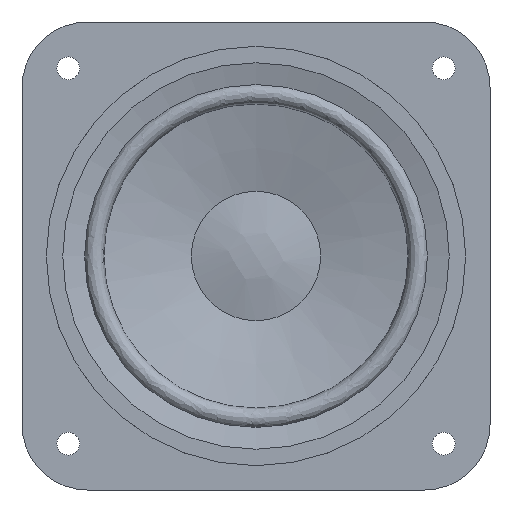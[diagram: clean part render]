
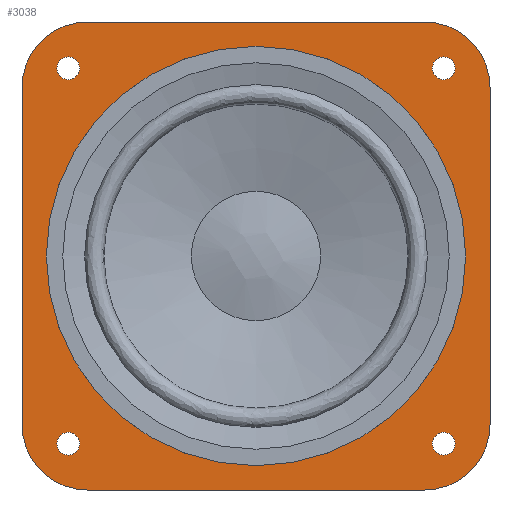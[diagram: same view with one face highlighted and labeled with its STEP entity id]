
A CAD part, front view. The second image highlights one B-rep face of the part: STEP entity #3038.
In plain terms, the highlighted planar face has unit normal (0, -1, 0).
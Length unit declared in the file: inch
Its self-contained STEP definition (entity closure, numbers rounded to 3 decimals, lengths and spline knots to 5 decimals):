
#50 = CARTESIAN_POINT ( 'NONE',  ( 1.79772, 0.46656, 3.02717 ) ) ;
#140 = VERTEX_POINT ( 'NONE', #807 ) ;
#151 = CIRCLE ( 'NONE', #384, 0.375 ) ;
#157 = DIRECTION ( 'NONE',  ( 0., 0., -1. ) ) ;
#172 = CARTESIAN_POINT ( 'NONE',  ( -0.24228, 0.46656, 2.76217 ) ) ;
#174 = VERTEX_POINT ( 'NONE', #838 ) ;
#178 = DIRECTION ( 'NONE',  ( -1., 0., 0. ) ) ;
#197 = EDGE_LOOP ( 'NONE', ( #1109, #886, #2058, #726, #267, #2874, #943, #2234 ) ) ;
#219 = FACE_BOUND ( 'NONE', #2494, .T. ) ;
#246 = VERTEX_POINT ( 'NONE', #50 ) ;
#267 = ORIENTED_EDGE ( 'NONE', *, *, #1290, .F. ) ;
#278 = EDGE_CURVE ( 'NONE', #140, #140, #2584, .T. ) ;
#283 = CARTESIAN_POINT ( 'NONE',  ( -0.13228, 0.46656, 3.02717 ) ) ;
#364 = VECTOR ( 'NONE', #507, 39.37008 ) ;
#384 = AXIS2_PLACEMENT_3D ( 'NONE', #866, #1375, #1106 ) ;
#485 = CARTESIAN_POINT ( 'NONE',  ( -0.50728, 0.46656, 2.65217 ) ) ;
#499 = DIRECTION ( 'NONE',  ( 0., -1., 0. ) ) ;
#507 = DIRECTION ( 'NONE',  ( 0., 0., 1. ) ) ;
#515 = DIRECTION ( 'NONE',  ( 0., 0., -1. ) ) ;
#541 = CARTESIAN_POINT ( 'NONE',  ( -0.24228, 0.46656, 0.54717 ) ) ;
#567 = EDGE_CURVE ( 'NONE', #1510, #1646, #2835, .T. ) ;
#599 = AXIS2_PLACEMENT_3D ( 'NONE', #1168, #1156, #1966 ) ;
#633 = AXIS2_PLACEMENT_3D ( 'NONE', #172, #3109, #157 ) ;
#667 = CARTESIAN_POINT ( 'NONE',  ( 1.90772, 0.46656, 2.76217 ) ) ;
#721 = VECTOR ( 'NONE', #1426, 39.37008 ) ;
#726 = ORIENTED_EDGE ( 'NONE', *, *, #949, .F. ) ;
#757 = CIRCLE ( 'NONE', #2990, 0.065 ) ;
#759 = FACE_BOUND ( 'NONE', #3070, .T. ) ;
#807 = CARTESIAN_POINT ( 'NONE',  ( 1.90772, 0.46656, 0.54717 ) ) ;
#823 = EDGE_LOOP ( 'NONE', ( #2693 ) ) ;
#838 = CARTESIAN_POINT ( 'NONE',  ( 0.83272, 0.46656, 0.48659 ) ) ;
#866 = CARTESIAN_POINT ( 'NONE',  ( -0.13228, 0.46656, 2.65217 ) ) ;
#871 = EDGE_CURVE ( 'NONE', #246, #2331, #3478, .T. ) ;
#886 = ORIENTED_EDGE ( 'NONE', *, *, #1163, .F. ) ;
#923 = FACE_BOUND ( 'NONE', #2012, .T. ) ;
#943 = ORIENTED_EDGE ( 'NONE', *, *, #3284, .F. ) ;
#949 = EDGE_CURVE ( 'NONE', #3076, #1510, #2240, .T. ) ;
#971 = EDGE_CURVE ( 'NONE', #2981, #246, #2147, .T. ) ;
#1026 = DIRECTION ( 'NONE',  ( 0., 0., -1. ) ) ;
#1069 = DIRECTION ( 'NONE',  ( 1., 0., 0. ) ) ;
#1106 = DIRECTION ( 'NONE',  ( 0., 0., 1. ) ) ;
#1109 = ORIENTED_EDGE ( 'NONE', *, *, #971, .F. ) ;
#1156 = DIRECTION ( 'NONE',  ( 0., 1., 0. ) ) ;
#1161 = DIRECTION ( 'NONE',  ( 0., -1., 0. ) ) ;
#1163 = EDGE_CURVE ( 'NONE', #1646, #2981, #151, .T. ) ;
#1168 = CARTESIAN_POINT ( 'NONE',  ( 1.79772, 0.46656, 2.65217 ) ) ;
#1187 = DIRECTION ( 'NONE',  ( 0., 0., -1. ) ) ;
#1211 = CIRCLE ( 'NONE', #2607, 0.065 ) ;
#1258 = CARTESIAN_POINT ( 'NONE',  ( 2.17272, 0.46656, 0.72217 ) ) ;
#1289 = DIRECTION ( 'NONE',  ( 0., 1., 0. ) ) ;
#1290 = EDGE_CURVE ( 'NONE', #1974, #3076, #2090, .T. ) ;
#1299 = VECTOR ( 'NONE', #1069, 39.37008 ) ;
#1375 = DIRECTION ( 'NONE',  ( 0., 1., 0. ) ) ;
#1377 = LINE ( 'NONE', #1414, #721 ) ;
#1394 = VERTEX_POINT ( 'NONE', #1258 ) ;
#1414 = CARTESIAN_POINT ( 'NONE',  ( 2.17272, 0.46656, 2.65217 ) ) ;
#1426 = DIRECTION ( 'NONE',  ( 0., 0., -1. ) ) ;
#1472 = CARTESIAN_POINT ( 'NONE',  ( -0.13228, 0.46656, 0.34717 ) ) ;
#1510 = VERTEX_POINT ( 'NONE', #1775 ) ;
#1593 = CIRCLE ( 'NONE', #633, 0.065 ) ;
#1639 = FACE_BOUND ( 'NONE', #823, .T. ) ;
#1646 = VERTEX_POINT ( 'NONE', #485 ) ;
#1710 = CARTESIAN_POINT ( 'NONE',  ( 1.79772, 0.46656, 0.34717 ) ) ;
#1761 = DIRECTION ( 'NONE',  ( 0., 1., 0. ) ) ;
#1775 = CARTESIAN_POINT ( 'NONE',  ( -0.50728, 0.46656, 0.72217 ) ) ;
#1838 = CARTESIAN_POINT ( 'NONE',  ( -0.24228, 0.46656, 0.61217 ) ) ;
#1871 = CARTESIAN_POINT ( 'NONE',  ( -0.24228, 0.46656, 2.69717 ) ) ;
#1896 = VECTOR ( 'NONE', #178, 39.37008 ) ;
#1919 = CARTESIAN_POINT ( 'NONE',  ( 1.90772, 0.46656, 0.61217 ) ) ;
#1966 = DIRECTION ( 'NONE',  ( 0., 0., 1. ) ) ;
#1974 = VERTEX_POINT ( 'NONE', #1710 ) ;
#2005 = FACE_OUTER_BOUND ( 'NONE', #197, .T. ) ;
#2012 = EDGE_LOOP ( 'NONE', ( #2939 ) ) ;
#2026 = ORIENTED_EDGE ( 'NONE', *, *, #3099, .F. ) ;
#2058 = ORIENTED_EDGE ( 'NONE', *, *, #567, .F. ) ;
#2074 = AXIS2_PLACEMENT_3D ( 'NONE', #3234, #1289, #2433 ) ;
#2090 = LINE ( 'NONE', #1472, #1896 ) ;
#2131 = VERTEX_POINT ( 'NONE', #2136 ) ;
#2136 = CARTESIAN_POINT ( 'NONE',  ( 1.90772, 0.46656, 2.69717 ) ) ;
#2147 = LINE ( 'NONE', #283, #1299 ) ;
#2220 = DIRECTION ( 'NONE',  ( 0., 0., -1. ) ) ;
#2231 = CARTESIAN_POINT ( 'NONE',  ( 2.17272, 0.46656, 2.65217 ) ) ;
#2234 = ORIENTED_EDGE ( 'NONE', *, *, #871, .F. ) ;
#2240 = CIRCLE ( 'NONE', #2074, 0.375 ) ;
#2302 = DIRECTION ( 'NONE',  ( 0., 0., 1. ) ) ;
#2331 = VERTEX_POINT ( 'NONE', #2231 ) ;
#2340 = DIRECTION ( 'NONE',  ( 0., 0., -1. ) ) ;
#2348 = DIRECTION ( 'NONE',  ( 0., -1., 0. ) ) ;
#2389 = CARTESIAN_POINT ( 'NONE',  ( 0.83272, 0.46656, 1.68717 ) ) ;
#2411 = CARTESIAN_POINT ( 'NONE',  ( -0.50728, 0.46656, 2.65217 ) ) ;
#2433 = DIRECTION ( 'NONE',  ( 0., 0., 1. ) ) ;
#2440 = VERTEX_POINT ( 'NONE', #541 ) ;
#2467 = EDGE_LOOP ( 'NONE', ( #2026 ) ) ;
#2487 = CIRCLE ( 'NONE', #2938, 1.20058 ) ;
#2494 = EDGE_LOOP ( 'NONE', ( #3203 ) ) ;
#2510 = EDGE_CURVE ( 'NONE', #3343, #3343, #1593, .T. ) ;
#2584 = CIRCLE ( 'NONE', #2735, 0.065 ) ;
#2587 = CARTESIAN_POINT ( 'NONE',  ( 0.83272, 0.46656, 1.68717 ) ) ;
#2595 = EDGE_CURVE ( 'NONE', #1394, #1974, #3306, .T. ) ;
#2607 = AXIS2_PLACEMENT_3D ( 'NONE', #667, #3084, #1187 ) ;
#2693 = ORIENTED_EDGE ( 'NONE', *, *, #3106, .F. ) ;
#2735 = AXIS2_PLACEMENT_3D ( 'NONE', #1919, #1161, #2220 ) ;
#2755 = AXIS2_PLACEMENT_3D ( 'NONE', #2852, #1761, #2302 ) ;
#2801 = AXIS2_PLACEMENT_3D ( 'NONE', #2587, #3147, #2340 ) ;
#2835 = LINE ( 'NONE', #2411, #364 ) ;
#2852 = CARTESIAN_POINT ( 'NONE',  ( 1.79772, 0.46656, 0.72217 ) ) ;
#2857 = CARTESIAN_POINT ( 'NONE',  ( -0.13228, 0.46656, 0.34717 ) ) ;
#2874 = ORIENTED_EDGE ( 'NONE', *, *, #2595, .F. ) ;
#2884 = PLANE ( 'NONE',  #2801 ) ;
#2937 = EDGE_CURVE ( 'NONE', #2131, #2131, #1211, .T. ) ;
#2938 = AXIS2_PLACEMENT_3D ( 'NONE', #2389, #499, #1026 ) ;
#2939 = ORIENTED_EDGE ( 'NONE', *, *, #2510, .F. ) ;
#2981 = VERTEX_POINT ( 'NONE', #3378 ) ;
#2990 = AXIS2_PLACEMENT_3D ( 'NONE', #1838, #2348, #515 ) ;
#3009 = FACE_BOUND ( 'NONE', #2467, .T. ) ;
#3038 = ADVANCED_FACE ( 'NONE', ( #759, #1639, #923, #219, #3009, #2005 ), #2884, .T. ) ;
#3070 = EDGE_LOOP ( 'NONE', ( #3132 ) ) ;
#3076 = VERTEX_POINT ( 'NONE', #2857 ) ;
#3084 = DIRECTION ( 'NONE',  ( 0., -1., 0. ) ) ;
#3099 = EDGE_CURVE ( 'NONE', #174, #174, #2487, .T. ) ;
#3106 = EDGE_CURVE ( 'NONE', #2440, #2440, #757, .T. ) ;
#3109 = DIRECTION ( 'NONE',  ( 0., -1., 0. ) ) ;
#3132 = ORIENTED_EDGE ( 'NONE', *, *, #278, .F. ) ;
#3147 = DIRECTION ( 'NONE',  ( 0., -1., 0. ) ) ;
#3203 = ORIENTED_EDGE ( 'NONE', *, *, #2937, .F. ) ;
#3234 = CARTESIAN_POINT ( 'NONE',  ( -0.13228, 0.46656, 0.72217 ) ) ;
#3284 = EDGE_CURVE ( 'NONE', #2331, #1394, #1377, .T. ) ;
#3306 = CIRCLE ( 'NONE', #2755, 0.375 ) ;
#3343 = VERTEX_POINT ( 'NONE', #1871 ) ;
#3378 = CARTESIAN_POINT ( 'NONE',  ( -0.13228, 0.46656, 3.02717 ) ) ;
#3478 = CIRCLE ( 'NONE', #599, 0.375 ) ;
